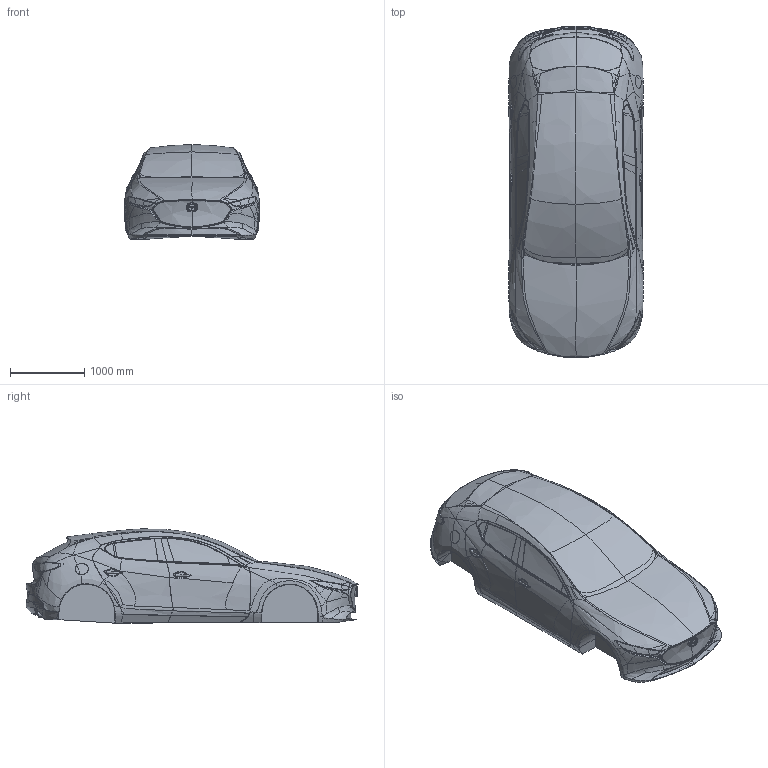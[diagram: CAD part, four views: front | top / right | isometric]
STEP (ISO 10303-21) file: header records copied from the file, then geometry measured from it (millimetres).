
FILE_DESCRIPTION(/* description */ (''),/* implementation_level */ '2;1');
FILE_NAME(/* name */ 'Mazda 3 v41.step',/* time_stamp */ '2022-03-03T12:55:10+01:00',/* author */ (''),/* organization */ (''),/* preprocessor_version */ 'ST-DEVELOPER v18.1',/* originating_system */ 'Autodesk Translation Framework v10.13.0.1454',/* authorisation */ '');
FILE_SCHEMA (('AUTOMOTIVE_DESIGN { 1 0 10303 214 3 1 1 }'));
Products named in the file (1): Mazda 3
Bounding box: 1800 x 4459.03 x 1266.29 mm (x, y, z)
Surface area: 26267296.1 mm2 (no closed solid volume)
Topology: 0 solids, 76 shells, 979 faces, 2730 edges, 1728 vertices
Faces by surface type: bspline 920, plane 41, cylinder 14, cone 4
Full cylindrical faces by diameter (mm): 52.43 x4, 78.737 x4
Entity records: 384423 total; most frequent: CARTESIAN_POINT 366694, ORIENTED_EDGE 5001, EDGE_CURVE 2691, B_SPLINE_CURVE_WITH_KNOTS 2250, VERTEX_POINT 1728, EDGE_LOOP 990, FACE_OUTER_BOUND 979, ADVANCED_FACE 979
